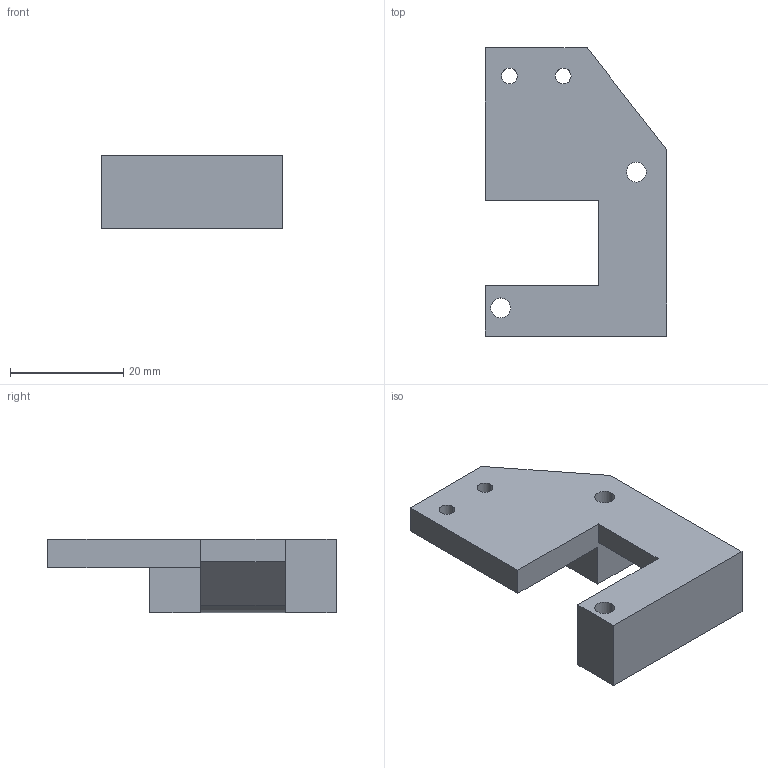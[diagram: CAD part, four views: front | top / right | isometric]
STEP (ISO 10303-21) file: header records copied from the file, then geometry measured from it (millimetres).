
FILE_DESCRIPTION (( 'STEP AP203' ), '1' );
FILE_NAME ('routing guide-1 (Default).STEP', '2021-11-19T22:20:55', ( '' ), ( '' ), 'SwSTEP 2.0', 'SolidWorks 2020', '' );
FILE_SCHEMA (( 'CONFIG_CONTROL_DESIGN' ));
Length unit declared in the file: millimetre
Products named in the file (1): routing guide-1 (Default)
Bounding box: 32.05 x 51 x 13 mm (x, y, z)
Volume: 9729.1 mm3; surface area: 4752.5 mm2
Topology: 1 solids, 1 shells, 24 faces, 65 edges, 43 vertices
Faces by surface type: plane 15, cylinder 9
Entity records: 852 total; most frequent: DIRECTION 133, CARTESIAN_POINT 133, ORIENTED_EDGE 130, EDGE_CURVE 65, VECTOR 47, LINE 47, AXIS2_PLACEMENT_3D 43, VERTEX_POINT 43
